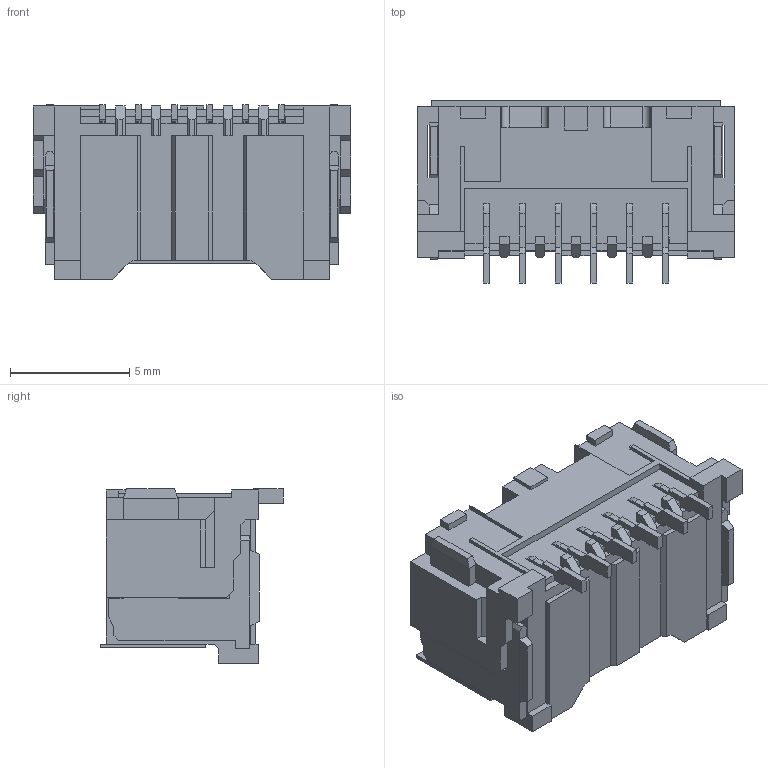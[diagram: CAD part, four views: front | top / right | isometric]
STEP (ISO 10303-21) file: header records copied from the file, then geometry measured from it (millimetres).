
FILE_DESCRIPTION((''),'2;1');
FILE_NAME('5054050660','2016-04-28T',('gsharma'),(''),'PRO/ENGINEER BY PARAMETRIC TECHNOLOGY CORPORATION, 2012310','PRO/ENGINEER BY PARAMETRIC TECHNOLOGY CORPORATION, 2012310','');
FILE_SCHEMA(('CONFIG_CONTROL_DESIGN'));
Length unit declared in the file: millimetre
Products named in the file (1): 5054050660
Bounding box: 13.3 x 7.63 x 7.3 mm (x, y, z)
Volume: 271.6 mm3; surface area: 855.5 mm2
Topology: 1 solids, 1 shells, 545 faces, 1633 edges, 1078 vertices
Faces by surface type: plane 498, cylinder 47
Entity records: 18038 total; most frequent: CARTESIAN_POINT 3295, ORIENTED_EDGE 3202, DIRECTION 2791, EDGE_CURVE 1601, VECTOR 1535, LINE 1535, VERTEX_POINT 1046, AXIS2_PLACEMENT_3D 628
